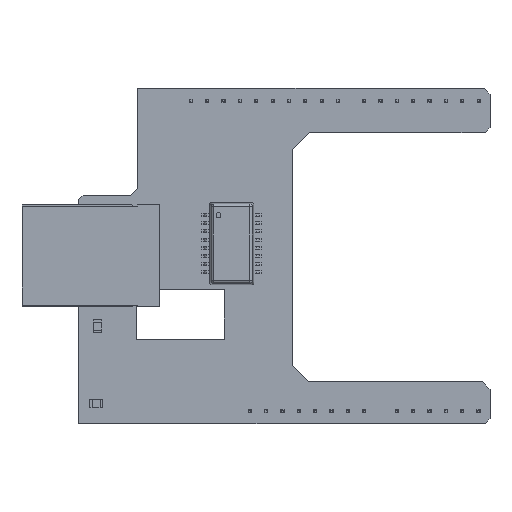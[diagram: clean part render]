
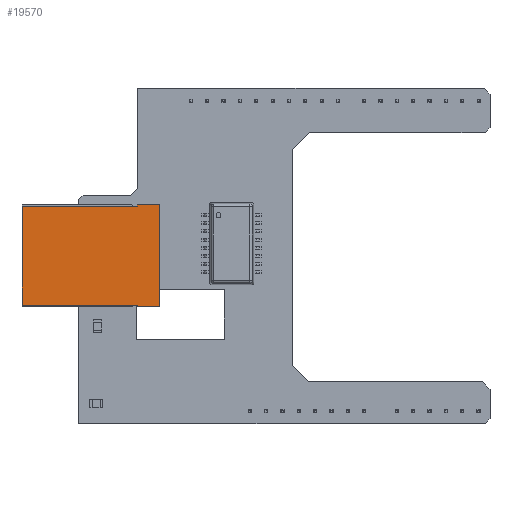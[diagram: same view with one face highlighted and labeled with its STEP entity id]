
A CAD part, top view. The second image highlights one B-rep face of the part: STEP entity #19570.
In plain terms, the highlighted face is planar.
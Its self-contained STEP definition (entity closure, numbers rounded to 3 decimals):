
#1181 = DIRECTION ( 'NONE',  ( 0., 0., -1. ) ) ;
#1841 = DIRECTION ( 'NONE',  ( 0., 1., 0. ) ) ;
#2086 = CARTESIAN_POINT ( 'NONE',  ( 7.684, 6.82, -0.249 ) ) ;
#2286 = CARTESIAN_POINT ( 'NONE',  ( 7.684, 6.82, 0. ) ) ;
#2542 = DIRECTION ( 'NONE',  ( -1., 0., 0. ) ) ;
#3813 = CARTESIAN_POINT ( 'NONE',  ( 7.684, 6.82, 0. ) ) ;
#4189 = VERTEX_POINT ( 'NONE', #45618 ) ;
#4764 = ORIENTED_EDGE ( 'NONE', *, *, #22937, .T. ) ;
#4787 = EDGE_CURVE ( 'NONE', #29364, #14521, #29820, .T. ) ;
#4891 = LINE ( 'NONE', #35604, #22879 ) ;
#5471 = CARTESIAN_POINT ( 'NONE',  ( -7.684, 6.82, 0. ) ) ;
#5655 = VECTOR ( 'NONE', #1181, 1000. ) ;
#5688 = VERTEX_POINT ( 'NONE', #25312 ) ;
#5912 = VECTOR ( 'NONE', #2542, 1000. ) ;
#9004 = EDGE_CURVE ( 'NONE', #48504, #9862, #32270, .T. ) ;
#9428 = VECTOR ( 'NONE', #44088, 1000. ) ;
#9862 = VERTEX_POINT ( 'NONE', #13520 ) ;
#10687 = CARTESIAN_POINT ( 'NONE',  ( -7.938, 6.82, -17.907 ) ) ;
#10856 = EDGE_LOOP ( 'NONE', ( #36876, #47115, #4764, #28504, #11886, #33093, #21201, #33917 ) ) ;
#11131 = CARTESIAN_POINT ( 'NONE',  ( 7.938, 6.82, -21.336 ) ) ;
#11886 = ORIENTED_EDGE ( 'NONE', *, *, #37505, .T. ) ;
#12767 = LINE ( 'NONE', #35679, #5655 ) ;
#12942 = VECTOR ( 'NONE', #40220, 1000. ) ;
#13520 = CARTESIAN_POINT ( 'NONE',  ( -7.684, 6.82, 0. ) ) ;
#13986 = LINE ( 'NONE', #21550, #45899 ) ;
#14521 = VERTEX_POINT ( 'NONE', #37720 ) ;
#16671 = VECTOR ( 'NONE', #17503, 1000. ) ;
#16719 = DIRECTION ( 'NONE',  ( 1., 0., 0. ) ) ;
#17503 = DIRECTION ( 'NONE',  ( 0., 0., -1. ) ) ;
#18452 = EDGE_CURVE ( 'NONE', #23607, #5688, #38083, .T. ) ;
#19570 = ADVANCED_FACE ( 'NONE', ( #29038 ), #21246, .T. ) ;
#19621 = CARTESIAN_POINT ( 'NONE',  ( 7.938, 6.82, -21.336 ) ) ;
#21201 = ORIENTED_EDGE ( 'NONE', *, *, #32485, .F. ) ;
#21246 = PLANE ( 'NONE',  #45999 ) ;
#21550 = CARTESIAN_POINT ( 'NONE',  ( -7.684, 6.82, -17.907 ) ) ;
#22532 = CARTESIAN_POINT ( 'NONE',  ( 7.684, 6.82, -17.907 ) ) ;
#22879 = VECTOR ( 'NONE', #16719, 1000. ) ;
#22937 = EDGE_CURVE ( 'NONE', #28079, #5688, #4891, .T. ) ;
#23607 = VERTEX_POINT ( 'NONE', #19621 ) ;
#25312 = CARTESIAN_POINT ( 'NONE',  ( 7.938, 6.82, -17.907 ) ) ;
#27973 = CARTESIAN_POINT ( 'NONE',  ( 7.938, 6.82, -21.336 ) ) ;
#28079 = VERTEX_POINT ( 'NONE', #22532 ) ;
#28504 = ORIENTED_EDGE ( 'NONE', *, *, #18452, .F. ) ;
#29038 = FACE_OUTER_BOUND ( 'NONE', #10856, .T. ) ;
#29364 = VERTEX_POINT ( 'NONE', #34855 ) ;
#29820 = LINE ( 'NONE', #10687, #16671 ) ;
#32270 = LINE ( 'NONE', #2286, #5912 ) ;
#32485 = EDGE_CURVE ( 'NONE', #4189, #29364, #13986, .T. ) ;
#32638 = LINE ( 'NONE', #5471, #12942 ) ;
#33093 = ORIENTED_EDGE ( 'NONE', *, *, #4787, .F. ) ;
#33792 = DIRECTION ( 'NONE',  ( 0., 0., 1. ) ) ;
#33917 = ORIENTED_EDGE ( 'NONE', *, *, #42761, .F. ) ;
#34855 = CARTESIAN_POINT ( 'NONE',  ( -7.938, 6.82, -17.907 ) ) ;
#35604 = CARTESIAN_POINT ( 'NONE',  ( 7.684, 6.82, -17.907 ) ) ;
#35679 = CARTESIAN_POINT ( 'NONE',  ( 7.684, 6.82, 0. ) ) ;
#35758 = LINE ( 'NONE', #27973, #9428 ) ;
#36095 = DIRECTION ( 'NONE',  ( 1., 0., 0. ) ) ;
#36876 = ORIENTED_EDGE ( 'NONE', *, *, #9004, .F. ) ;
#36901 = DIRECTION ( 'NONE',  ( -1., 0., 0. ) ) ;
#37505 = EDGE_CURVE ( 'NONE', #23607, #14521, #35758, .T. ) ;
#37720 = CARTESIAN_POINT ( 'NONE',  ( -7.938, 6.82, -21.336 ) ) ;
#38083 = LINE ( 'NONE', #11131, #45133 ) ;
#40220 = DIRECTION ( 'NONE',  ( 0., 0., -1. ) ) ;
#41561 = EDGE_CURVE ( 'NONE', #48504, #28079, #12767, .T. ) ;
#42761 = EDGE_CURVE ( 'NONE', #9862, #4189, #32638, .T. ) ;
#44088 = DIRECTION ( 'NONE',  ( -1., 0., 0. ) ) ;
#45133 = VECTOR ( 'NONE', #33792, 1000. ) ;
#45618 = CARTESIAN_POINT ( 'NONE',  ( -7.684, 6.82, -17.907 ) ) ;
#45899 = VECTOR ( 'NONE', #36901, 1000. ) ;
#45999 = AXIS2_PLACEMENT_3D ( 'NONE', #2086, #1841, #36095 ) ;
#47115 = ORIENTED_EDGE ( 'NONE', *, *, #41561, .T. ) ;
#48504 = VERTEX_POINT ( 'NONE', #3813 ) ;
